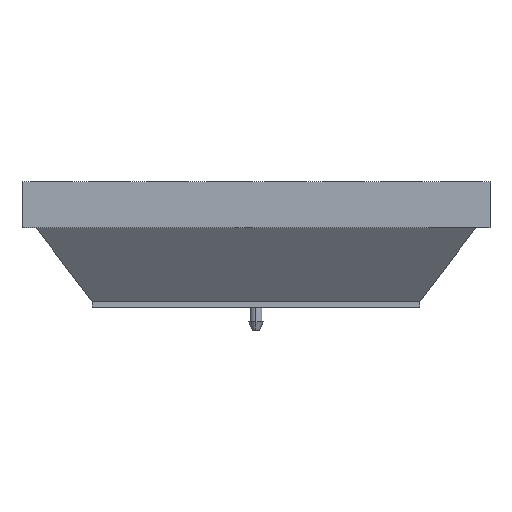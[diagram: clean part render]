
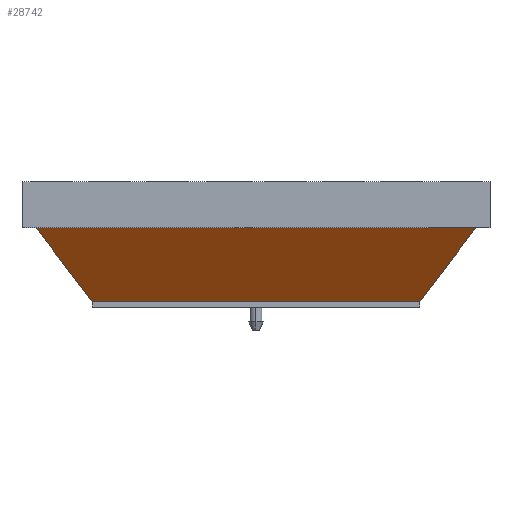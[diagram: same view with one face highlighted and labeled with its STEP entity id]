
A CAD part, left-side view. The second image highlights one B-rep face of the part: STEP entity #28742.
In plain terms, the highlighted planar face has unit normal (-0.796, 0, -0.605).
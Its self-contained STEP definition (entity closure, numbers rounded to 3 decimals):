
#14 = CARTESIAN_POINT ( 'NONE',  ( -15.2, 86.4, 20. ) ) ;
#299 = DIRECTION ( 'NONE',  ( 0.518, -0.518, -0.681 ) ) ;
#481 = LINE ( 'NONE', #28302, #23343 ) ;
#2021 = VECTOR ( 'NONE', #16680, 1000. ) ;
#2113 = DIRECTION ( 'NONE',  ( 0., 1., 0. ) ) ;
#2750 = VERTEX_POINT ( 'NONE', #26877 ) ;
#3308 = CARTESIAN_POINT ( 'NONE',  ( -12.16, 83.36, 16. ) ) ;
#3549 = CARTESIAN_POINT ( 'NONE',  ( 0., 0., 0. ) ) ;
#5089 = CARTESIAN_POINT ( 'NONE',  ( -12.16, -12.16, 16. ) ) ;
#6426 = CARTESIAN_POINT ( 'NONE',  ( 0., 0., 0. ) ) ;
#6769 = LINE ( 'NONE', #18522, #14760 ) ;
#8044 = CARTESIAN_POINT ( 'NONE',  ( -12.16, 0., 16. ) ) ;
#10290 = EDGE_CURVE ( 'NONE', #21403, #2750, #19545, .T. ) ;
#12957 = EDGE_CURVE ( 'NONE', #15070, #2750, #481, .T. ) ;
#13208 = DIRECTION ( 'NONE',  ( 0.796, 0., 0.605 ) ) ;
#14324 = EDGE_LOOP ( 'NONE', ( #23329, #27953, #16691, #21785 ) ) ;
#14366 = VECTOR ( 'NONE', #299, 1000. ) ;
#14760 = VECTOR ( 'NONE', #25525, 1000. ) ;
#15070 = VERTEX_POINT ( 'NONE', #3549 ) ;
#15448 = AXIS2_PLACEMENT_3D ( 'NONE', #6426, #13208, #22123 ) ;
#16152 = VERTEX_POINT ( 'NONE', #5089 ) ;
#16680 = DIRECTION ( 'NONE',  ( 0., -1., 0. ) ) ;
#16691 = ORIENTED_EDGE ( 'NONE', *, *, #12957, .F. ) ;
#18522 = CARTESIAN_POINT ( 'NONE',  ( -15.2, -15.2, 20. ) ) ;
#19545 = LINE ( 'NONE', #14, #14366 ) ;
#20996 = FACE_OUTER_BOUND ( 'NONE', #14324, .T. ) ;
#21403 = VERTEX_POINT ( 'NONE', #3308 ) ;
#21785 = ORIENTED_EDGE ( 'NONE', *, *, #28565, .F. ) ;
#22031 = PLANE ( 'NONE',  #15448 ) ;
#22123 = DIRECTION ( 'NONE',  ( 0.605, 0., -0.796 ) ) ;
#23329 = ORIENTED_EDGE ( 'NONE', *, *, #27244, .F. ) ;
#23343 = VECTOR ( 'NONE', #2113, 1000. ) ;
#24225 = LINE ( 'NONE', #8044, #2021 ) ;
#25525 = DIRECTION ( 'NONE',  ( 0.518, 0.518, -0.681 ) ) ;
#26877 = CARTESIAN_POINT ( 'NONE',  ( 0., 71.2, 0. ) ) ;
#27244 = EDGE_CURVE ( 'NONE', #21403, #16152, #24225, .T. ) ;
#27953 = ORIENTED_EDGE ( 'NONE', *, *, #10290, .T. ) ;
#28302 = CARTESIAN_POINT ( 'NONE',  ( 0., 0., 0. ) ) ;
#28565 = EDGE_CURVE ( 'NONE', #16152, #15070, #6769, .T. ) ;
#28742 = ADVANCED_FACE ( 'NONE', ( #20996 ), #22031, .F. ) ;
